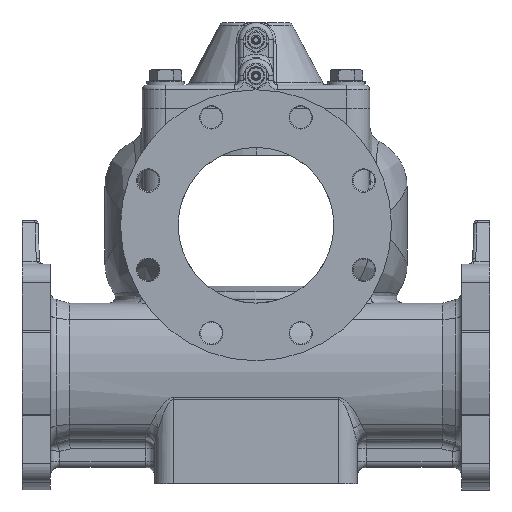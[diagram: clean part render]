
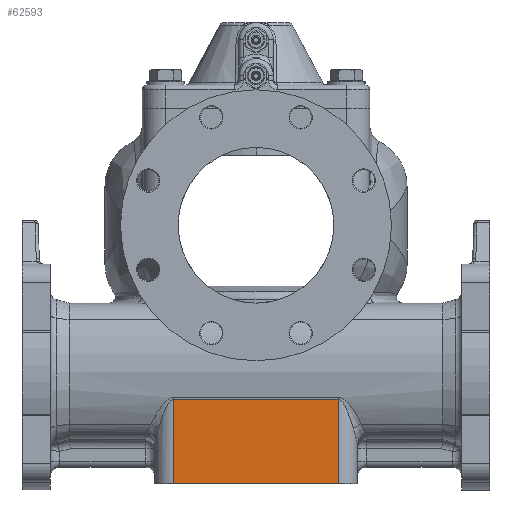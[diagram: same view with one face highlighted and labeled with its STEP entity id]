
A CAD part, left-side view. The second image highlights one B-rep face of the part: STEP entity #62593.
In plain terms, the highlighted planar face has unit normal (-1, 0, 0).
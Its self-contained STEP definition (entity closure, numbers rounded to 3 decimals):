
#1398 = LINE ( 'NONE', #62688, #1410 ) ;
#1410 = VECTOR ( 'NONE', #62690, 1000. ) ;
#1424 = VECTOR ( 'NONE', #62375, 1000. ) ;
#1435 = LINE ( 'NONE', #62374, #1424 ) ;
#1442 = VECTOR ( 'NONE', #62476, 1000. ) ;
#1448 = LINE ( 'NONE', #62474, #1442 ) ;
#1455 = VECTOR ( 'NONE', #62508, 1000. ) ;
#1480 = LINE ( 'NONE', #62299, #1455 ) ;
#12731 = FACE_OUTER_BOUND ( 'NONE', #39111, .T. ) ;
#25436 = ORIENTED_EDGE ( 'NONE', *, *, #55392, .T. ) ;
#25445 = ORIENTED_EDGE ( 'NONE', *, *, #55403, .F. ) ;
#25446 = ORIENTED_EDGE ( 'NONE', *, *, #55445, .F. ) ;
#25703 = ORIENTED_EDGE ( 'NONE', *, *, #55420, .T. ) ;
#36890 = VERTEX_POINT ( 'NONE', #105088 ) ;
#36891 = VERTEX_POINT ( 'NONE', #105081 ) ;
#36892 = VERTEX_POINT ( 'NONE', #105078 ) ;
#36894 = VERTEX_POINT ( 'NONE', #105077 ) ;
#39111 = EDGE_LOOP ( 'NONE', ( #25446, #25445, #25436, #25703 ) ) ;
#55392 = EDGE_CURVE ( 'NONE', #36892, #36890, #1480, .T. ) ;
#55403 = EDGE_CURVE ( 'NONE', #36892, #36894, #1448, .T. ) ;
#55420 = EDGE_CURVE ( 'NONE', #36890, #36891, #1435, .T. ) ;
#55445 = EDGE_CURVE ( 'NONE', #36894, #36891, #1398, .T. ) ;
#62299 = CARTESIAN_POINT ( 'NONE',  ( -65., 53., -111.971 ) ) ;
#62374 = CARTESIAN_POINT ( 'NONE',  ( -65., 53., 87.001 ) ) ;
#62375 = DIRECTION ( 'NONE',  ( 0., 0., -1. ) ) ;
#62474 = CARTESIAN_POINT ( 'NONE',  ( -65., -53., 87.001 ) ) ;
#62476 = DIRECTION ( 'NONE',  ( 0., 0., -1. ) ) ;
#62508 = DIRECTION ( 'NONE',  ( 0., 1., 0. ) ) ;
#62593 = ADVANCED_FACE ( 'NONE', ( #12731 ), #98808, .F. ) ;
#62688 = CARTESIAN_POINT ( 'NONE',  ( -65., -53., -166. ) ) ;
#62690 = DIRECTION ( 'NONE',  ( 0., 1., 0. ) ) ;
#74889 = AXIS2_PLACEMENT_3D ( 'NONE', #98789, #98830, #98831 ) ;
#98789 = CARTESIAN_POINT ( 'NONE',  ( -65., -53., 87.001 ) ) ;
#98808 = PLANE ( 'NONE',  #74889 ) ;
#98830 = DIRECTION ( 'NONE',  ( 1., 0., 0. ) ) ;
#98831 = DIRECTION ( 'NONE',  ( 0., 0., -1. ) ) ;
#105077 = CARTESIAN_POINT ( 'NONE',  ( -65., -53., -166. ) ) ;
#105078 = CARTESIAN_POINT ( 'NONE',  ( -65., -53., -111.971 ) ) ;
#105081 = CARTESIAN_POINT ( 'NONE',  ( -65., 53., -166. ) ) ;
#105088 = CARTESIAN_POINT ( 'NONE',  ( -65., 53., -111.971 ) ) ;
